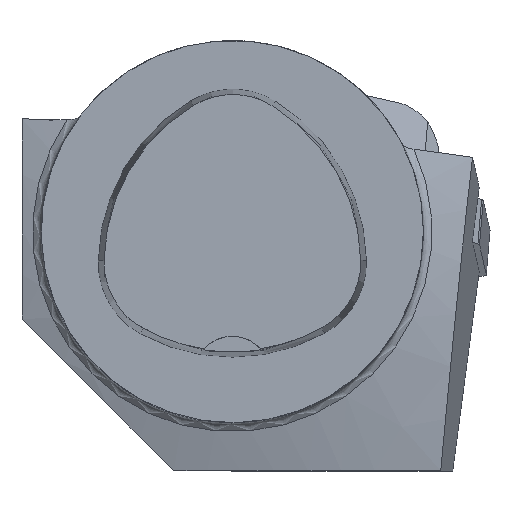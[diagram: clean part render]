
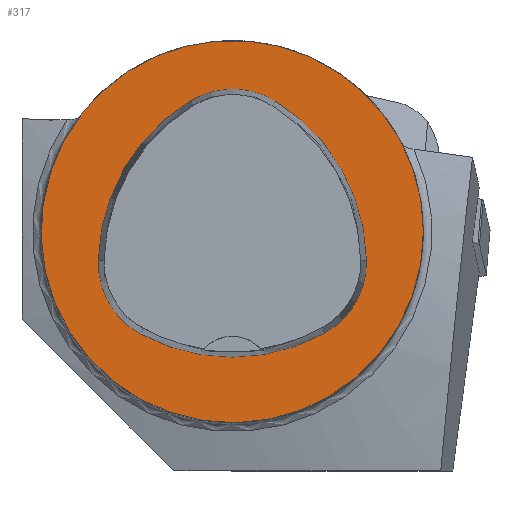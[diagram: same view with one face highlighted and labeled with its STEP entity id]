
A CAD part, top view. The second image highlights one B-rep face of the part: STEP entity #317.
In plain terms, the highlighted planar face has unit normal (0, 0, 1).
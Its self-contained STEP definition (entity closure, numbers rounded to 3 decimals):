
#116=FACE_BOUND('',#561,.T.);
#117=FACE_BOUND('',#562,.T.);
#172=CIRCLE('',#1910,20.);
#174=CIRCLE('',#1913,8.5);
#176=CIRCLE('',#1916,20.);
#178=CIRCLE('',#1919,8.5);
#181=CIRCLE('',#1923,20.);
#184=CIRCLE('',#1927,8.5);
#187=CIRCLE('',#1932,20.);
#317=ADVANCED_FACE('',(#116,#117),#406,.T.);
#406=PLANE('',#1933);
#561=EDGE_LOOP('',(#795,#796,#797,#798,#799,#800));
#562=EDGE_LOOP('',(#801));
#795=ORIENTED_EDGE('',*,*,#1390,.F.);
#796=ORIENTED_EDGE('',*,*,#1385,.F.);
#797=ORIENTED_EDGE('',*,*,#1380,.F.);
#798=ORIENTED_EDGE('',*,*,#1377,.F.);
#799=ORIENTED_EDGE('',*,*,#1374,.F.);
#800=ORIENTED_EDGE('',*,*,#1370,.F.);
#801=ORIENTED_EDGE('',*,*,#1393,.T.);
#1192=VERTEX_POINT('',#2810);
#1193=VERTEX_POINT('',#2811);
#1196=VERTEX_POINT('',#2819);
#1198=VERTEX_POINT('',#2825);
#1200=VERTEX_POINT('',#2831);
#1204=VERTEX_POINT('',#2844);
#1208=VERTEX_POINT('',#2862);
#1370=EDGE_CURVE('',#1192,#1193,#172,.T.);
#1374=EDGE_CURVE('',#1193,#1196,#174,.T.);
#1377=EDGE_CURVE('',#1196,#1198,#176,.T.);
#1380=EDGE_CURVE('',#1198,#1200,#178,.T.);
#1385=EDGE_CURVE('',#1200,#1204,#181,.T.);
#1390=EDGE_CURVE('',#1204,#1192,#184,.T.);
#1393=EDGE_CURVE('',#1208,#1208,#187,.T.);
#1910=AXIS2_PLACEMENT_3D('',#2809,#2177,#2178);
#1913=AXIS2_PLACEMENT_3D('',#2818,#2185,#2186);
#1916=AXIS2_PLACEMENT_3D('',#2824,#2192,#2193);
#1919=AXIS2_PLACEMENT_3D('',#2830,#2199,#2200);
#1923=AXIS2_PLACEMENT_3D('',#2843,#2208,#2209);
#1927=AXIS2_PLACEMENT_3D('',#2856,#2217,#2218);
#1932=AXIS2_PLACEMENT_3D('',#2861,#2227,#2228);
#1933=AXIS2_PLACEMENT_3D('',#2863,#2229,#2230);
#2177=DIRECTION('',(0.,0.,1.));
#2178=DIRECTION('',(1.,0.,0.));
#2185=DIRECTION('',(0.,0.,1.));
#2186=DIRECTION('',(1.,0.,0.));
#2192=DIRECTION('',(0.,0.,1.));
#2193=DIRECTION('',(1.,0.,0.));
#2199=DIRECTION('',(0.,0.,1.));
#2200=DIRECTION('',(1.,0.,0.));
#2208=DIRECTION('',(0.,0.,1.));
#2209=DIRECTION('',(1.,0.,0.));
#2217=DIRECTION('',(0.,0.,1.));
#2218=DIRECTION('',(1.,0.,0.));
#2227=DIRECTION('',(0.,0.,1.));
#2228=DIRECTION('',(1.,0.,0.));
#2229=DIRECTION('',(0.,0.,1.));
#2230=DIRECTION('',(1.,0.,0.));
#2809=CARTESIAN_POINT('',(-5.955,-3.414,0.));
#2810=CARTESIAN_POINT('',(14.041,-3.042,0.));
#2811=CARTESIAN_POINT('',(4.472,13.653,0.));
#2818=CARTESIAN_POINT('',(0.04,6.4,0.));
#2819=CARTESIAN_POINT('',(-4.347,13.68,0.));
#2824=CARTESIAN_POINT('',(5.976,-3.45,0.));
#2825=CARTESIAN_POINT('',(-14.021,-3.075,0.));
#2830=CARTESIAN_POINT('',(-5.522,-3.235,0.));
#2831=CARTESIAN_POINT('',(-9.588,-10.699,0.));
#2843=CARTESIAN_POINT('',(-0.022,6.864,0.));
#2844=CARTESIAN_POINT('',(9.655,-10.639,0.));
#2856=CARTESIAN_POINT('',(5.543,-3.2,0.));
#2861=CARTESIAN_POINT('',(0.,0.,0.));
#2862=CARTESIAN_POINT('',(20.,0.,0.));
#2863=CARTESIAN_POINT('',(0.,0.,0.));
